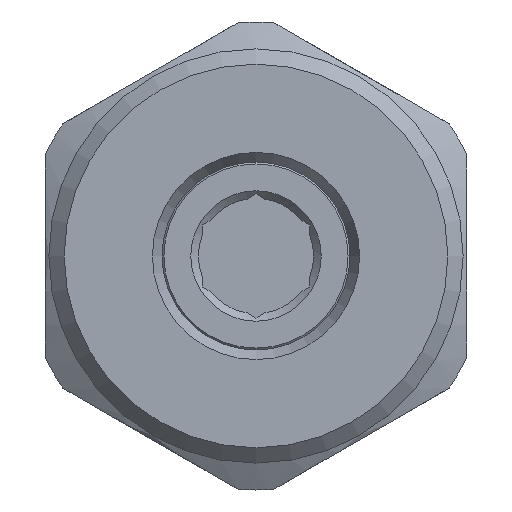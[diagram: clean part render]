
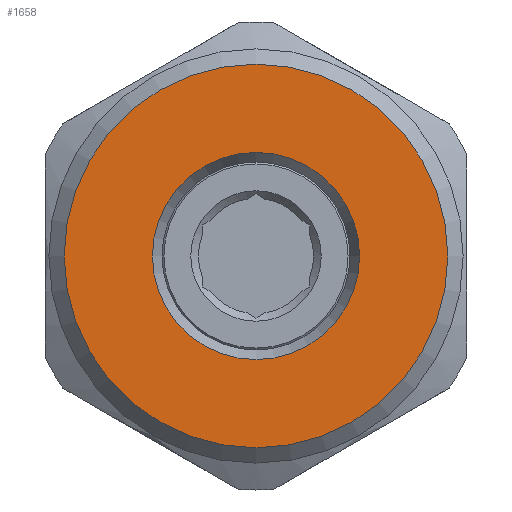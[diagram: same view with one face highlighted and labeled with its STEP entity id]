
A CAD part, left-side view. The second image highlights one B-rep face of the part: STEP entity #1658.
In plain terms, the highlighted planar face has unit normal (-1, 0, 0).
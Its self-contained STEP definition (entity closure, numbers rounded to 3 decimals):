
#75=CIRCLE('',#1777,13.5);
#76=CIRCLE('',#1778,25.);
#358=ORIENTED_EDGE('',*,*,#601,.T.);
#359=ORIENTED_EDGE('',*,*,#602,.T.);
#601=EDGE_CURVE('',#725,#725,#75,.T.);
#602=EDGE_CURVE('',#726,#726,#76,.F.);
#725=VERTEX_POINT('',#2525);
#726=VERTEX_POINT('',#2527);
#918=EDGE_LOOP('',(#358));
#919=EDGE_LOOP('',(#359));
#1016=FACE_BOUND('',#918,.T.);
#1017=FACE_BOUND('',#919,.T.);
#1081=PLANE('',#1776);
#1658=ADVANCED_FACE('',(#1016,#1017),#1081,.F.);
#1776=AXIS2_PLACEMENT_3D('',#2523,#2037,#2038);
#1777=AXIS2_PLACEMENT_3D('',#2524,#2039,#2040);
#1778=AXIS2_PLACEMENT_3D('',#2526,#2041,#2042);
#2037=DIRECTION('',(1.,0.,0.));
#2038=DIRECTION('',(0.,1.,0.));
#2039=DIRECTION('',(1.,0.,0.));
#2040=DIRECTION('',(0.,0.,-1.));
#2041=DIRECTION('',(1.,0.,0.));
#2042=DIRECTION('',(0.,1.,0.));
#2523=CARTESIAN_POINT('',(-90.5,0.,0.));
#2524=CARTESIAN_POINT('',(-90.5,0.,0.));
#2525=CARTESIAN_POINT('',(-90.5,0.,-13.5));
#2526=CARTESIAN_POINT('',(-90.5,0.,0.));
#2527=CARTESIAN_POINT('',(-90.5,25.,0.));
